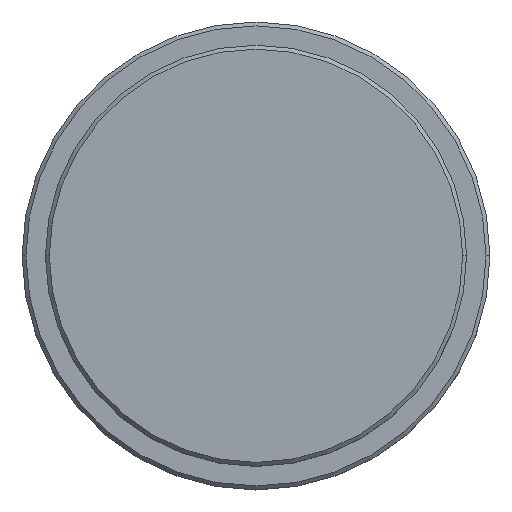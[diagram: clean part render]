
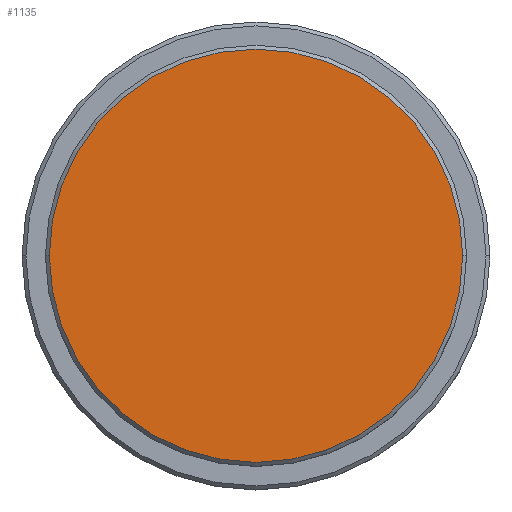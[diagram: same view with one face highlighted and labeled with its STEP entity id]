
A CAD part, top view. The second image highlights one B-rep face of the part: STEP entity #1135.
In plain terms, the highlighted planar face has unit normal (0, 0, 1).
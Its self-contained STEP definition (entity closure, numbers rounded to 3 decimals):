
#38 = CIRCLE ( 'NONE', #173, 26.5 ) ;
#80 = CARTESIAN_POINT ( 'NONE',  ( 26.5, 0., 0. ) ) ;
#173 = AXIS2_PLACEMENT_3D ( 'NONE', #859, #217, #189 ) ;
#189 = DIRECTION ( 'NONE',  ( 1., 0., 0. ) ) ;
#217 = DIRECTION ( 'NONE',  ( 0., 0., 1. ) ) ;
#324 = CARTESIAN_POINT ( 'NONE',  ( -26.5, 0., 0. ) ) ;
#339 = AXIS2_PLACEMENT_3D ( 'NONE', #1032, #693, #1042 ) ;
#352 = EDGE_CURVE ( 'NONE', #1000, #409, #38, .T. ) ;
#375 = CARTESIAN_POINT ( 'NONE',  ( 0., 0., 0. ) ) ;
#409 = VERTEX_POINT ( 'NONE', #80 ) ;
#572 = EDGE_CURVE ( 'NONE', #409, #1000, #1359, .T. ) ;
#579 = DIRECTION ( 'NONE',  ( 1., 0., 0. ) ) ;
#693 = DIRECTION ( 'NONE',  ( 0., 0., 1. ) ) ;
#859 = CARTESIAN_POINT ( 'NONE',  ( 0., 0., 0. ) ) ;
#871 = AXIS2_PLACEMENT_3D ( 'NONE', #375, #1023, #579 ) ;
#1000 = VERTEX_POINT ( 'NONE', #324 ) ;
#1023 = DIRECTION ( 'NONE',  ( 0., 0., 1. ) ) ;
#1032 = CARTESIAN_POINT ( 'NONE',  ( 0., 0., 0. ) ) ;
#1033 = ORIENTED_EDGE ( 'NONE', *, *, #572, .T. ) ;
#1042 = DIRECTION ( 'NONE',  ( 1., 0., 0. ) ) ;
#1135 = ADVANCED_FACE ( 'NONE', ( #1244 ), #1259, .T. ) ;
#1220 = ORIENTED_EDGE ( 'NONE', *, *, #352, .T. ) ;
#1244 = FACE_OUTER_BOUND ( 'NONE', #1305, .T. ) ;
#1259 = PLANE ( 'NONE',  #871 ) ;
#1305 = EDGE_LOOP ( 'NONE', ( #1220, #1033 ) ) ;
#1359 = CIRCLE ( 'NONE', #339, 26.5 ) ;
